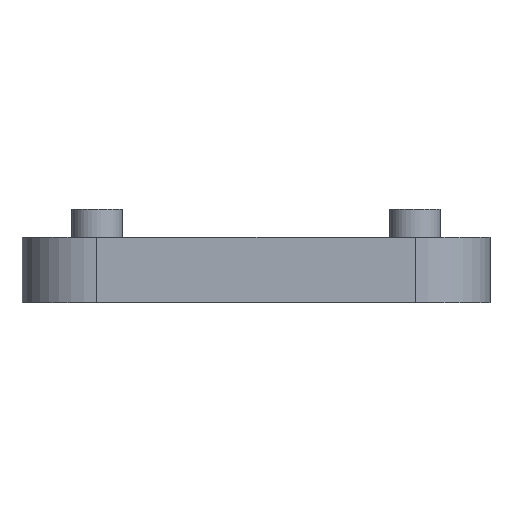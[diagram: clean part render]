
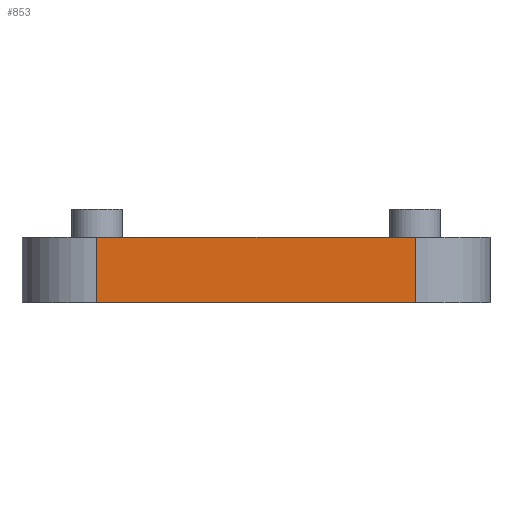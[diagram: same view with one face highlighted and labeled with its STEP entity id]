
A CAD part, front view. The second image highlights one B-rep face of the part: STEP entity #853.
In plain terms, the highlighted planar face has unit normal (0, -1, 0).
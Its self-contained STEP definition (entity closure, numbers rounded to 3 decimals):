
#10 = VECTOR ( 'NONE', #1626, 1000. ) ;
#25 = CARTESIAN_POINT ( 'NONE',  ( -17., -31., 7. ) ) ;
#74 = ORIENTED_EDGE ( 'NONE', *, *, #1419, .F. ) ;
#105 = VECTOR ( 'NONE', #1873, 1000. ) ;
#132 = CARTESIAN_POINT ( 'NONE',  ( 17., -31., 0. ) ) ;
#198 = CARTESIAN_POINT ( 'NONE',  ( -17., -31., 7. ) ) ;
#344 = VERTEX_POINT ( 'NONE', #2199 ) ;
#556 = FACE_OUTER_BOUND ( 'NONE', #2300, .T. ) ;
#701 = ORIENTED_EDGE ( 'NONE', *, *, #2336, .F. ) ;
#832 = LINE ( 'NONE', #951, #105 ) ;
#841 = ORIENTED_EDGE ( 'NONE', *, *, #1582, .T. ) ;
#853 = ADVANCED_FACE ( 'NONE', ( #556 ), #971, .F. ) ;
#884 = LINE ( 'NONE', #1812, #10 ) ;
#951 = CARTESIAN_POINT ( 'NONE',  ( 17., -31., 57.636 ) ) ;
#961 = ORIENTED_EDGE ( 'NONE', *, *, #1119, .T. ) ;
#971 = PLANE ( 'NONE',  #2155 ) ;
#1119 = EDGE_CURVE ( 'NONE', #1828, #344, #884, .T. ) ;
#1142 = DIRECTION ( 'NONE',  ( 0., 0., 1. ) ) ;
#1165 = CARTESIAN_POINT ( 'NONE',  ( -17., -31., 57.636 ) ) ;
#1280 = VERTEX_POINT ( 'NONE', #132 ) ;
#1416 = CARTESIAN_POINT ( 'NONE',  ( -17., -31., 0. ) ) ;
#1419 = EDGE_CURVE ( 'NONE', #1828, #2351, #2100, .T. ) ;
#1560 = DIRECTION ( 'NONE',  ( 1., 0., 0. ) ) ;
#1582 = EDGE_CURVE ( 'NONE', #344, #1280, #1783, .T. ) ;
#1598 = DIRECTION ( 'NONE',  ( 1., 0., 0. ) ) ;
#1626 = DIRECTION ( 'NONE',  ( 0., 0., -1. ) ) ;
#1680 = VECTOR ( 'NONE', #1560, 1000. ) ;
#1783 = LINE ( 'NONE', #1416, #1845 ) ;
#1812 = CARTESIAN_POINT ( 'NONE',  ( -17., -31., 57.636 ) ) ;
#1828 = VERTEX_POINT ( 'NONE', #25 ) ;
#1845 = VECTOR ( 'NONE', #1598, 1000. ) ;
#1873 = DIRECTION ( 'NONE',  ( 0., 0., -1. ) ) ;
#2083 = DIRECTION ( 'NONE',  ( 0., 1., 0. ) ) ;
#2100 = LINE ( 'NONE', #198, #1680 ) ;
#2155 = AXIS2_PLACEMENT_3D ( 'NONE', #1165, #2083, #1142 ) ;
#2199 = CARTESIAN_POINT ( 'NONE',  ( -17., -31., 0. ) ) ;
#2300 = EDGE_LOOP ( 'NONE', ( #74, #961, #841, #701 ) ) ;
#2327 = CARTESIAN_POINT ( 'NONE',  ( 17., -31., 7. ) ) ;
#2336 = EDGE_CURVE ( 'NONE', #2351, #1280, #832, .T. ) ;
#2351 = VERTEX_POINT ( 'NONE', #2327 ) ;
